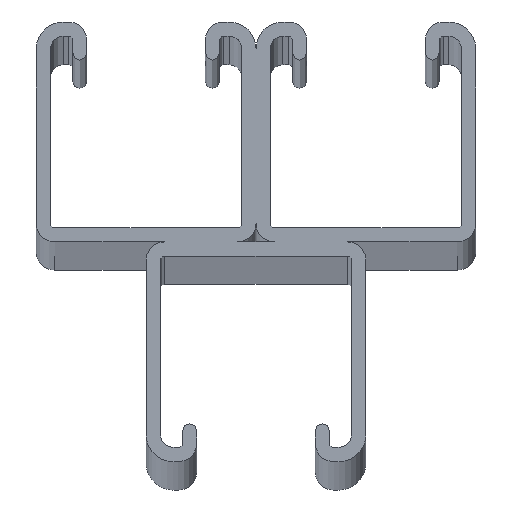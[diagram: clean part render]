
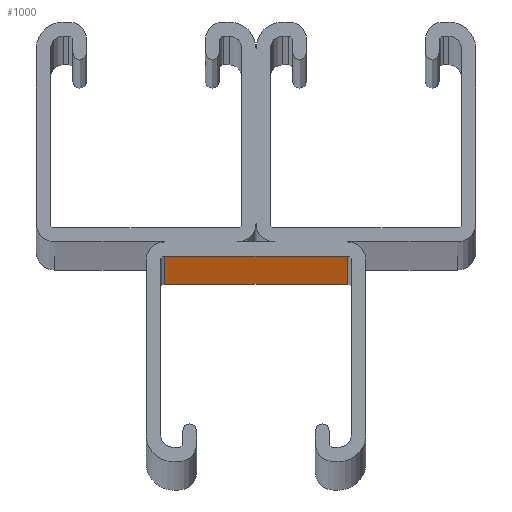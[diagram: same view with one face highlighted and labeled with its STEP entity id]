
A CAD part, top view. The second image highlights one B-rep face of the part: STEP entity #1000.
In plain terms, the highlighted planar face has unit normal (0, -1, 0).
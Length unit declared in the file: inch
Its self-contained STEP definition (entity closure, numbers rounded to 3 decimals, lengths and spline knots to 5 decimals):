
#784=VERTEX_POINT('',#1979);
#918=VERTEX_POINT('',#2126);
#1000=ADVANCED_FACE('',(#2212),#2213,.T.);
#1196=EDGE_CURVE('',#1280,#1588,#2421,.T.);
#1242=EDGE_CURVE('',#1280,#918,#2469,.T.);
#1280=VERTEX_POINT('',#2512);
#1298=EDGE_CURVE('',#1588,#784,#2533,.T.);
#1458=EDGE_CURVE('',#918,#784,#2701,.T.);
#1588=VERTEX_POINT('',#2836);
#1979=CARTESIAN_POINT('',(-0.67625,-0.105,120.0));
#2126=CARTESIAN_POINT('',(-0.67625,-0.105,0.0));
#2212=FACE_OUTER_BOUND('',#3724,.T.);
#2213=PLANE('',#3725);
#2421=LINE('',#4020,#4021);
#2469=LINE('',#4094,#4095);
#2512=CARTESIAN_POINT('',(0.67625,-0.105,0.0));
#2533=LINE('',#4184,#4185);
#2701=LINE('',#4428,#4429);
#2836=CARTESIAN_POINT('',(0.67625,-0.105,120.0));
#3724=EDGE_LOOP('',(#5507,#5508,#5509,#5510));
#3725=AXIS2_PLACEMENT_3D('',#5511,#5512,#5513);
#4020=CARTESIAN_POINT('',(0.67625,-0.105,0.0));
#4021=VECTOR('',#5713,1.0);
#4094=CARTESIAN_POINT('',(0.67625,-0.105,0.0));
#4095=VECTOR('',#5752,1.0);
#4184=CARTESIAN_POINT('',(0.67625,-0.105,120.0));
#4185=VECTOR('',#5919,1.0);
#4428=CARTESIAN_POINT('',(-0.67625,-0.105,0.0));
#4429=VECTOR('',#6066,1.0);
#5507=ORIENTED_EDGE('',*,*,#1298,.T.);
#5508=ORIENTED_EDGE('',*,*,#1458,.F.);
#5509=ORIENTED_EDGE('',*,*,#1242,.F.);
#5510=ORIENTED_EDGE('',*,*,#1196,.T.);
#5511=CARTESIAN_POINT('',(0.0,-0.105,0.0));
#5512=DIRECTION('',(0.,-1.0,0.0));
#5513=DIRECTION('',(1.0,0.,-0.0));
#5713=DIRECTION('',(0.0,0.0,1.0));
#5752=DIRECTION('',(-1.0,0.,0.0));
#5919=DIRECTION('',(-1.0,0.,0.0));
#6066=DIRECTION('',(0.0,0.0,1.0));
